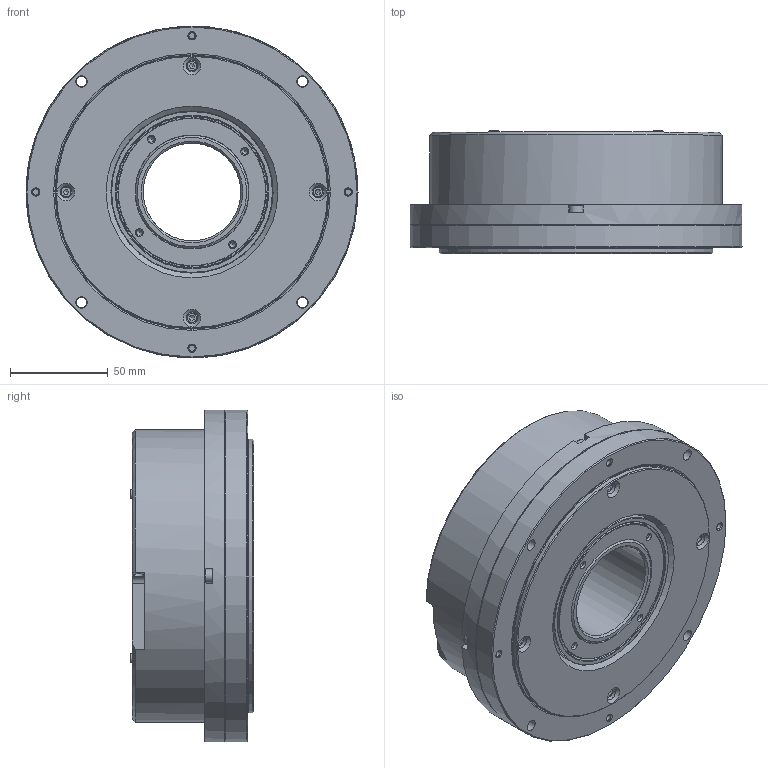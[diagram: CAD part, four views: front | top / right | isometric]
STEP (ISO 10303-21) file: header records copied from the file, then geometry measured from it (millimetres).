
FILE_DESCRIPTION(/* description */ (''),/* implementation_level */ '2;1');
FILE_NAME(/* name */ 'A170H.stp',/* time_stamp */ '2015-03-19T13:42:43+02:00',/* author */ ('EdgarasA'),/* organization */ (''),/* preprocessor_version */ 'ST-DEVELOPER v15.2',/* originating_system */ 'Autodesk Inventor 2014',/* authorisation */ '');
FILE_SCHEMA (('AUTOMOTIVE_DESIGN { 1 0 10303 214 3 1 1 }'));
Length unit declared in the file: millimetre
Products named in the file (1): A170H
Bounding box: 170 x 63.2 x 170 mm (x, y, z)
Surface area: 118074.8 mm2 (no closed solid volume)
Topology: 0 solids, 53 shells, 223 faces, 792 edges, 578 vertices
Faces by surface type: plane 105, cylinder 59, cone 56, torus 3
Full cylindrical faces by diameter (mm): 2.459 x1, 3 x5, 3.242 x4, 4.5 x4, 5 x4, 5.4 x1, 5.5 x5, 5.8 x4, 6 x5, 7 x4, 50 x1, 52 x1, 54.2 x1, 75 x1, 76 x1, 78 x1, 83 x1, 126 x1, 140 x1, 150 x1, 170 x2
Entity records: 7972 total; most frequent: CARTESIAN_POINT 1709, DIRECTION 1239, ORIENTED_EDGE 939, EDGE_CURVE 659, VERTEX_POINT 546, AXIS2_PLACEMENT_3D 476, EDGE_LOOP 384, LINE 287
